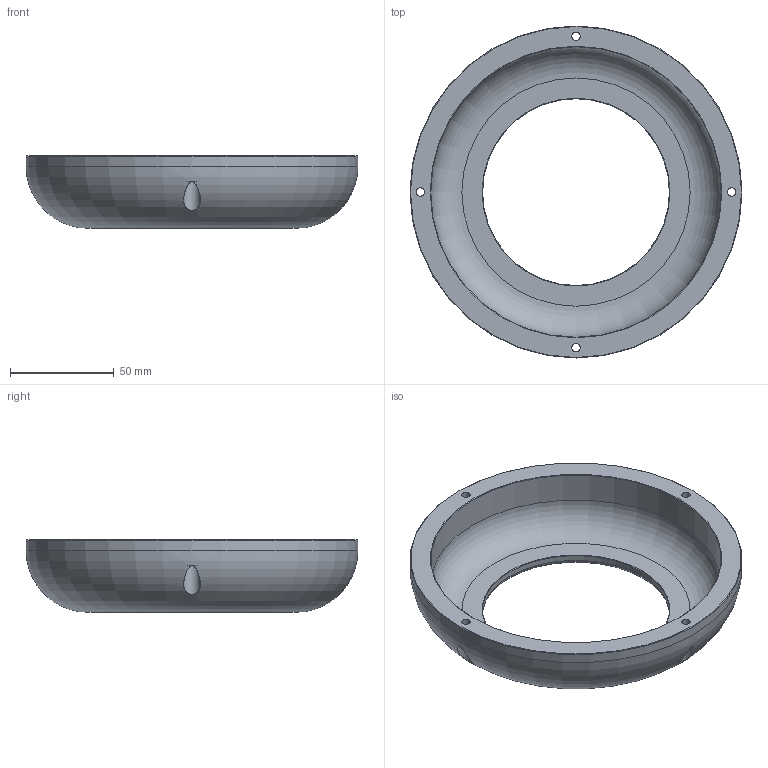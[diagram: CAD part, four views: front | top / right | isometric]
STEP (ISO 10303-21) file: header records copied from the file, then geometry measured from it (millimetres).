
FILE_DESCRIPTION(/* description */ (''),/* implementation_level */ '2;1');
FILE_NAME(/* name */ 'top cover 2.stp',/* time_stamp */ '2022-11-29T11:27:48+00:00',/* author */ ('SimonD'),/* organization */ (''),/* preprocessor_version */ 'ST-DEVELOPER v18.1',/* originating_system */ 'Autodesk Inventor 2022',/* authorisation */ '');
FILE_SCHEMA (('AUTOMOTIVE_DESIGN { 1 0 10303 214 3 1 1 }'));
Length unit declared in the file: millimetre
Products named in the file (1): top cover 2
Bounding box: 160 x 160 x 35 mm (x, y, z)
Volume: 138639.6 mm3; surface area: 50594.9 mm2
Topology: 1 solids, 1 shells, 28 faces, 59 edges, 37 vertices
Faces by surface type: cylinder 11, plane 7, bspline 4, cone 3, torus 3
Full cylindrical faces by diameter (mm): 4 x4, 8 x4, 90 x1, 140 x1, 160 x1
Entity records: 1585 total; most frequent: CARTESIAN_POINT 929, DIRECTION 126, ORIENTED_EDGE 118, EDGE_CURVE 59, AXIS2_PLACEMENT_3D 54, EDGE_LOOP 42, VERTEX_POINT 37, CIRCLE 29
